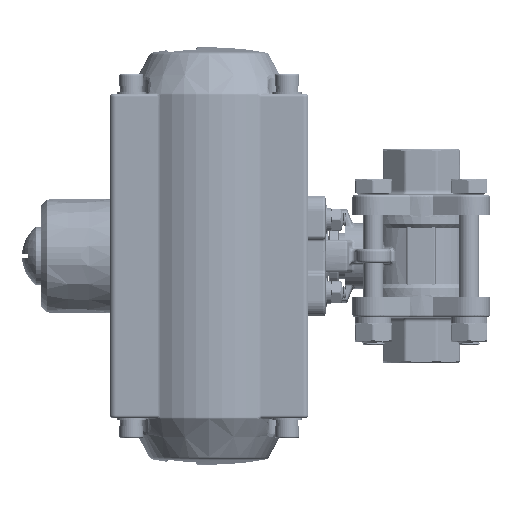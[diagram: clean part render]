
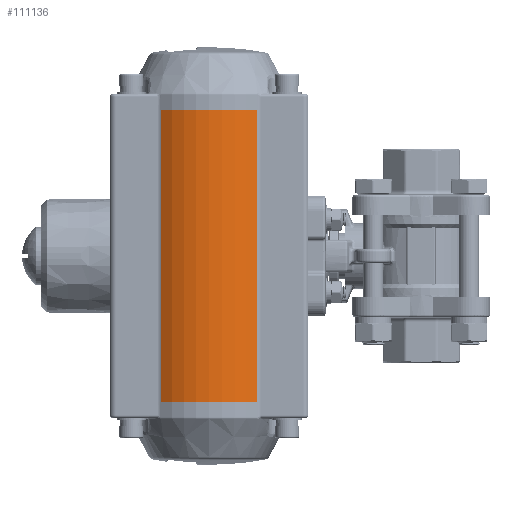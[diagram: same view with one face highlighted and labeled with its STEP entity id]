
A CAD part, left-side view. The second image highlights one B-rep face of the part: STEP entity #111136.
In plain terms, the highlighted cylindrical face has radius 29 mm (diameter 58 mm), a partial arc.
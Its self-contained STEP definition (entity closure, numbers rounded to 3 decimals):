
#12449 = EDGE_CURVE ( 'NONE', #90127, #155525, #175766, .T. ) ;
#15624 = AXIS2_PLACEMENT_3D ( 'NONE', #135257, #30402, #115714 ) ;
#16754 = DIRECTION ( 'NONE',  ( 0., 0., 1. ) ) ;
#30402 = DIRECTION ( 'NONE',  ( 0., 0., 1. ) ) ;
#63427 = CIRCLE ( 'NONE', #190052, 29. ) ;
#65637 = CARTESIAN_POINT ( 'NONE',  ( -23.574, 91.04, -51. ) ) ;
#67596 = VECTOR ( 'NONE', #189966, 1000. ) ;
#67735 = CARTESIAN_POINT ( 'NONE',  ( -23.574, 57.26, -51. ) ) ;
#71062 = VERTEX_POINT ( 'NONE', #182705 ) ;
#77103 = CARTESIAN_POINT ( 'NONE',  ( 0., 74.15, 51. ) ) ;
#90127 = VERTEX_POINT ( 'NONE', #224358 ) ;
#93575 = CARTESIAN_POINT ( 'NONE',  ( -23.574, 91.04, -51. ) ) ;
#96115 = ORIENTED_EDGE ( 'NONE', *, *, #184512, .T. ) ;
#96292 = ORIENTED_EDGE ( 'NONE', *, *, #183396, .T. ) ;
#98413 = DIRECTION ( 'NONE',  ( 1., 0., 0. ) ) ;
#102127 = CARTESIAN_POINT ( 'NONE',  ( -23.574, 57.26, 51. ) ) ;
#109257 = ORIENTED_EDGE ( 'NONE', *, *, #189444, .T. ) ;
#111136 = ADVANCED_FACE ( 'NONE', ( #203501 ), #233165, .T. ) ;
#115714 = DIRECTION ( 'NONE',  ( 1., 0., 0. ) ) ;
#123224 = EDGE_LOOP ( 'NONE', ( #165950, #96115, #109257, #96292 ) ) ;
#134682 = LINE ( 'NONE', #67735, #247255 ) ;
#135257 = CARTESIAN_POINT ( 'NONE',  ( 0., 74.15, -51. ) ) ;
#143932 = CARTESIAN_POINT ( 'NONE',  ( 0., 74.15, -51. ) ) ;
#155525 = VERTEX_POINT ( 'NONE', #102127 ) ;
#157691 = DIRECTION ( 'NONE',  ( 0., 0., 1. ) ) ;
#165264 = DIRECTION ( 'NONE',  ( 1., 0., 0. ) ) ;
#165950 = ORIENTED_EDGE ( 'NONE', *, *, #12449, .F. ) ;
#175766 = CIRCLE ( 'NONE', #256525, 29. ) ;
#182705 = CARTESIAN_POINT ( 'NONE',  ( -23.574, 57.26, -51. ) ) ;
#183396 = EDGE_CURVE ( 'NONE', #71062, #155525, #134682, .T. ) ;
#184512 = EDGE_CURVE ( 'NONE', #90127, #201833, #229943, .T. ) ;
#189444 = EDGE_CURVE ( 'NONE', #201833, #71062, #63427, .T. ) ;
#189966 = DIRECTION ( 'NONE',  ( 0., 0., -1. ) ) ;
#190052 = AXIS2_PLACEMENT_3D ( 'NONE', #143932, #16754, #165264 ) ;
#201833 = VERTEX_POINT ( 'NONE', #93575 ) ;
#203501 = FACE_OUTER_BOUND ( 'NONE', #123224, .T. ) ;
#224358 = CARTESIAN_POINT ( 'NONE',  ( -23.574, 91.04, 51. ) ) ;
#225221 = DIRECTION ( 'NONE',  ( 0., 0., 1. ) ) ;
#229943 = LINE ( 'NONE', #65637, #67596 ) ;
#233165 = CYLINDRICAL_SURFACE ( 'NONE', #15624, 29. ) ;
#247255 = VECTOR ( 'NONE', #157691, 1000. ) ;
#256525 = AXIS2_PLACEMENT_3D ( 'NONE', #77103, #225221, #98413 ) ;
